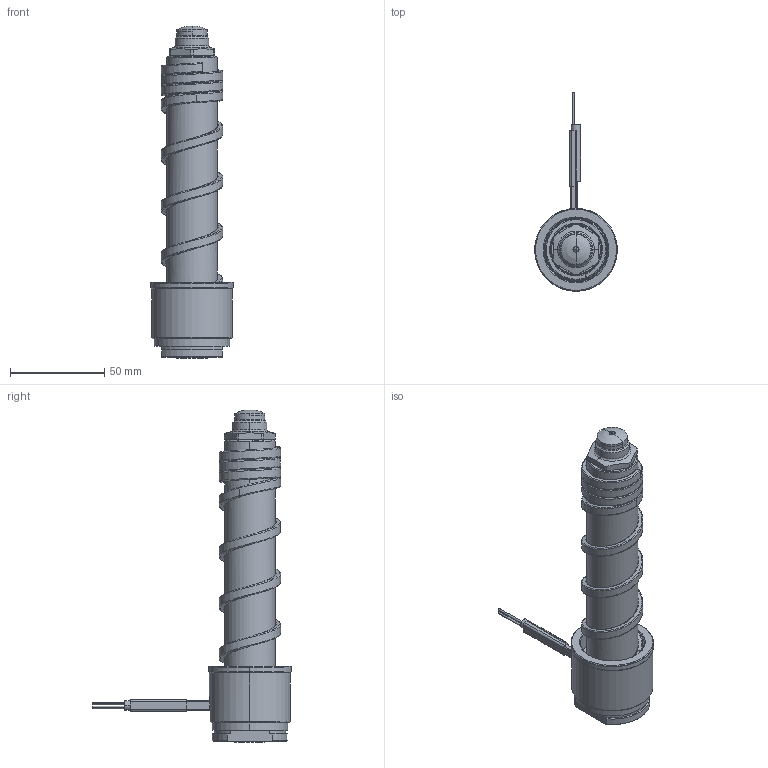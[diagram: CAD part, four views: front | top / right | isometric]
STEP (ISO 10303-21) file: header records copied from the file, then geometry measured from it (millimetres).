
FILE_DESCRIPTION((''),'2;1');
FILE_NAME('EL-176-BEU-R','2014-03-03T',('Íàòàëüÿ'),('IMID'),'PRO/ENGINEER BY PARAMETRIC TECHNOLOGY CORPORATION, 2010180','PRO/ENGINEER BY PARAMETRIC TECHNOLOGY CORPORATION, 2010180','');
FILE_SCHEMA(('CONFIG_CONTROL_DESIGN'));
Length unit declared in the file: millimetre
Products named in the file (1): EL-176-BEU-R
Bounding box: 44 x 105.5 x 176.3 mm (x, y, z)
Volume: 119716.4 mm3; surface area: 44751.3 mm2
Topology: 1 solids, 9 shells, 336 faces, 853 edges, 514 vertices
Faces by surface type: cylinder 106, bspline 65, cone 62, plane 53, torus 29, revolution 9, extrusion 8, sphere 4
Entity records: 19887 total; most frequent: CARTESIAN_POINT 12206, ORIENTED_EDGE 1666, DIRECTION 1473, EDGE_CURVE 845, AXIS2_PLACEMENT_3D 588, VERTEX_POINT 514, EDGE_LOOP 359, FACE_OUTER_BOUND 336
